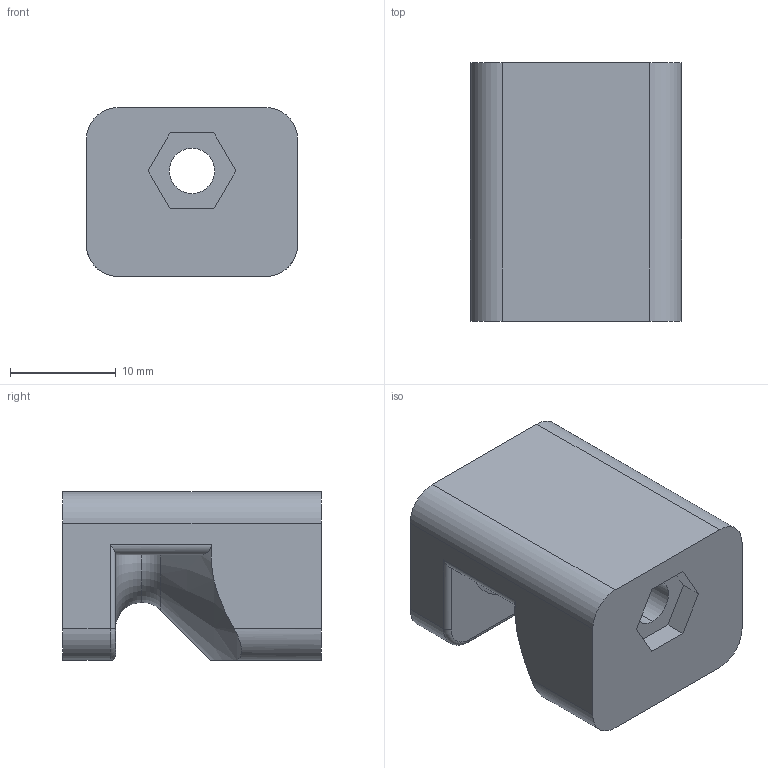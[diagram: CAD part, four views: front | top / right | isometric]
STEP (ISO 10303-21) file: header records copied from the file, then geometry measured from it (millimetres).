
FILE_DESCRIPTION (( 'STEP AP203' ), '1' );
FILE_NAME ('Linear Guide Fixed.STEP', '2019-12-18T22:42:03', ( '' ), ( '' ), 'SwSTEP 2.0', 'SolidWorks 2018', '' );
FILE_SCHEMA (( 'CONFIG_CONTROL_DESIGN' ));
Length unit declared in the file: millimetre
Products named in the file (1): Linear Guide Fixed
Bounding box: 20 x 24.5 x 16 mm (x, y, z)
Volume: 5965.5 mm3; surface area: 2708.1 mm2
Topology: 1 solids, 1 shells, 45 faces, 117 edges, 76 vertices
Faces by surface type: plane 24, cylinder 13, torus 6, cone 2
Entity records: 1548 total; most frequent: CARTESIAN_POINT 349, ORIENTED_EDGE 234, DIRECTION 233, EDGE_CURVE 117, AXIS2_PLACEMENT_3D 80, VERTEX_POINT 76, LINE 73, VECTOR 73
